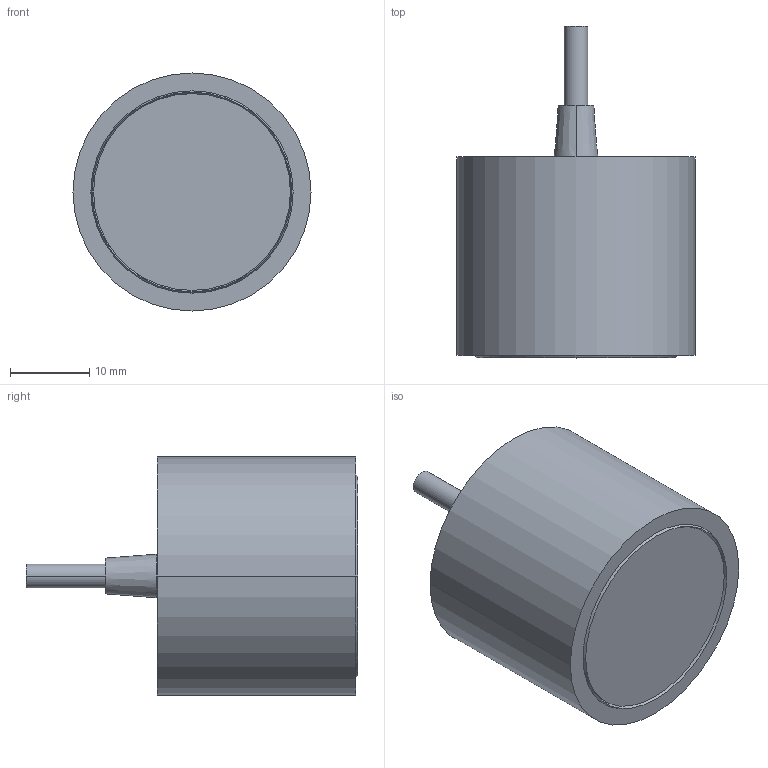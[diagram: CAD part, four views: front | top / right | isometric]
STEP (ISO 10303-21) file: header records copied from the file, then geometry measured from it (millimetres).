
FILE_DESCRIPTION((''),'2;1');
FILE_NAME('DM_CAD-2175','2015-10-12T',('Creinig-se'),(''),'PRO/ENGINEER BY PARAMETRIC TECHNOLOGY CORPORATION, 2013050','PRO/ENGINEER BY PARAMETRIC TECHNOLOGY CORPORATION, 2013050','');
FILE_SCHEMA(('CONFIG_CONTROL_DESIGN'));
Length unit declared in the file: millimetre
Products named in the file (1): DM_CAD-2175
Bounding box: 30 x 41.8 x 30 mm (x, y, z)
Volume: 17277.7 mm3; surface area: 8045.2 mm2
Topology: 1 solids, 2 shells, 37 faces, 84 edges, 62 vertices
Faces by surface type: cylinder 18, cone 10, plane 9
Entity records: 1570 total; most frequent: DIRECTION 210, CARTESIAN_POINT 168, ORIENTED_EDGE 148, PRESENTATION_STYLE_ASSIGNMENT 100, STYLED_ITEM 90, AXIS2_PLACEMENT_3D 88, CURVE_STYLE 87, EDGE_CURVE 74
